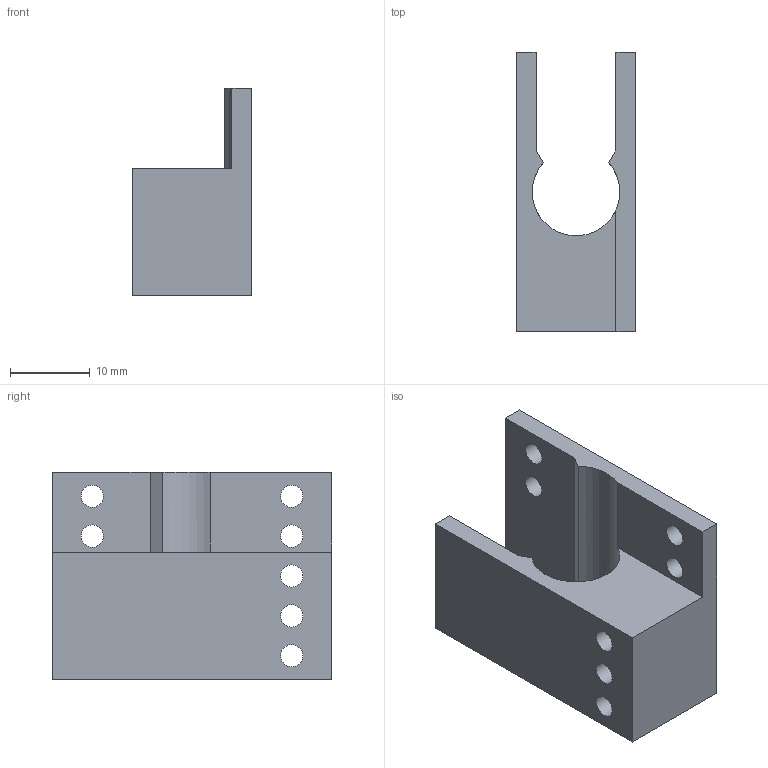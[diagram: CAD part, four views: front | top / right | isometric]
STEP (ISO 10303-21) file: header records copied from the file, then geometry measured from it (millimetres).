
FILE_DESCRIPTION(/* description */ (''),/* implementation_level */ '2;1');
FILE_NAME(/* name */ 'Jet Base (Right)-dup.step',/* time_stamp */ '2023-07-30T19:20:04+08:00',/* author */ (''),/* organization */ (''),/* preprocessor_version */ 'ST-DEVELOPER v19.2',/* originating_system */ 'Autodesk Translation Framework v11.17.0.187',/* authorisation */ '');
FILE_SCHEMA (('AUTOMOTIVE_DESIGN { 1 0 10303 214 3 1 1 }'));
Length unit declared in the file: millimetre
Products named in the file (2): Jet Base (Right) v2 (1); Jet Base (Right) v2
Assembly tree (1 placements, depth 2):
  Jet Base (Right) v2 (1)
    Jet Base (Right) v2
Bounding box: 15 x 35 x 26 mm (x, y, z)
Volume: 5389.6 mm3; surface area: 4056.7 mm2
Topology: 1 solids, 1 shells, 21 faces, 57 edges, 38 vertices
Faces by surface type: plane 13, cylinder 8
Full cylindrical faces by diameter (mm): 2.8 x7
Entity records: 749 total; most frequent: DIRECTION 122, CARTESIAN_POINT 119, ORIENTED_EDGE 114, EDGE_CURVE 57, AXIS2_PLACEMENT_3D 41, LINE 40, VECTOR 40, VERTEX_POINT 38
